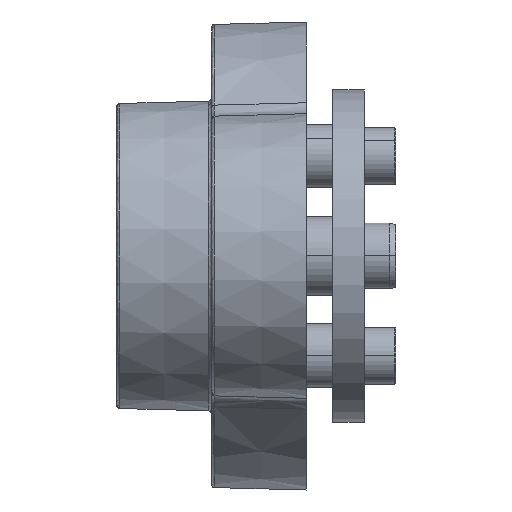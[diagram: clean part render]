
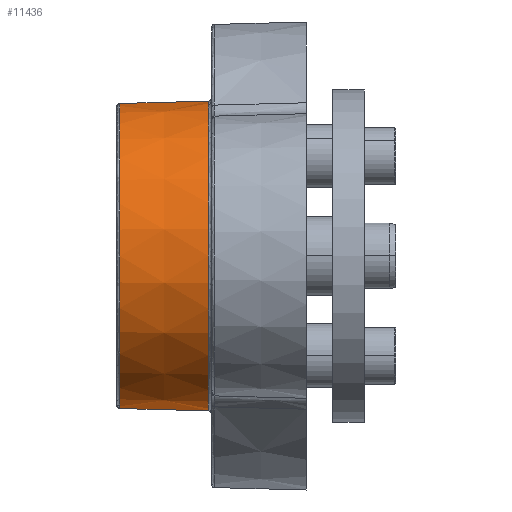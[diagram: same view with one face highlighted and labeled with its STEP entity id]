
A CAD part, left-side view. The second image highlights one B-rep face of the part: STEP entity #11436.
In plain terms, the highlighted conical face has half-angle 1.5 degrees and reference radius 4.897 mm.
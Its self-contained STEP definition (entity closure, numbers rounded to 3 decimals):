
#682 = AXIS2_PLACEMENT_3D ( 'NONE', #15012, #9897, #12908 ) ;
#1556 = VECTOR ( 'NONE', #1968, 1000. ) ;
#1771 = CARTESIAN_POINT ( 'NONE',  ( 0., -499000., -13071.753 ) ) ;
#1968 = DIRECTION ( 'NONE',  ( 0., -1., 0.026 ) ) ;
#3155 = CARTESIAN_POINT ( 'NONE',  ( 0., 5.903, 0. ) ) ;
#5774 = CIRCLE ( 'NONE', #8791, 4.897 ) ;
#5831 = VERTEX_POINT ( 'NONE', #13440 ) ;
#5886 = LINE ( 'NONE', #1771, #17050 ) ;
#5929 = AXIS2_PLACEMENT_3D ( 'NONE', #3155, #13213, #7549 ) ;
#6033 = EDGE_CURVE ( 'NONE', #13408, #5831, #7573, .T. ) ;
#6096 = DIRECTION ( 'NONE',  ( 0., 1., 0. ) ) ;
#6524 = ORIENTED_EDGE ( 'NONE', *, *, #17079, .T. ) ;
#7192 = ORIENTED_EDGE ( 'NONE', *, *, #6033, .F. ) ;
#7203 = CARTESIAN_POINT ( 'NONE',  ( 0., 3.097, -4.897 ) ) ;
#7379 = DIRECTION ( 'NONE',  ( 0., -1., -0.026 ) ) ;
#7549 = DIRECTION ( 'NONE',  ( 0., 0., -1. ) ) ;
#7573 = LINE ( 'NONE', #14839, #1556 ) ;
#8475 = ORIENTED_EDGE ( 'NONE', *, *, #14779, .T. ) ;
#8624 = CIRCLE ( 'NONE', #5929, 4.824 ) ;
#8791 = AXIS2_PLACEMENT_3D ( 'NONE', #10533, #6096, #11852 ) ;
#9897 = DIRECTION ( 'NONE',  ( 0., -1., 0. ) ) ;
#10533 = CARTESIAN_POINT ( 'NONE',  ( 0., 3.097, 0. ) ) ;
#10878 = EDGE_LOOP ( 'NONE', ( #8475, #12230, #7192, #6524 ) ) ;
#10959 = FACE_OUTER_BOUND ( 'NONE', #10878, .T. ) ;
#11078 = EDGE_CURVE ( 'NONE', #11276, #5831, #5774, .T. ) ;
#11276 = VERTEX_POINT ( 'NONE', #7203 ) ;
#11436 = ADVANCED_FACE ( 'NONE', ( #10959 ), #18374, .T. ) ;
#11852 = DIRECTION ( 'NONE',  ( 0., 0., -1. ) ) ;
#12230 = ORIENTED_EDGE ( 'NONE', *, *, #11078, .T. ) ;
#12908 = DIRECTION ( 'NONE',  ( 0., 0., -1. ) ) ;
#13213 = DIRECTION ( 'NONE',  ( 0., -1., 0. ) ) ;
#13408 = VERTEX_POINT ( 'NONE', #14204 ) ;
#13440 = CARTESIAN_POINT ( 'NONE',  ( 0., 3.097, 4.897 ) ) ;
#14204 = CARTESIAN_POINT ( 'NONE',  ( 0., 5.903, 4.824 ) ) ;
#14779 = EDGE_CURVE ( 'NONE', #16148, #11276, #5886, .T. ) ;
#14839 = CARTESIAN_POINT ( 'NONE',  ( 0., 3., 4.9 ) ) ;
#15012 = CARTESIAN_POINT ( 'NONE',  ( 0., 3.097, 0. ) ) ;
#15083 = CARTESIAN_POINT ( 'NONE',  ( 0., 5.903, -4.824 ) ) ;
#16148 = VERTEX_POINT ( 'NONE', #15083 ) ;
#17050 = VECTOR ( 'NONE', #7379, 1000. ) ;
#17079 = EDGE_CURVE ( 'NONE', #13408, #16148, #8624, .T. ) ;
#18374 = CONICAL_SURFACE ( 'NONE', #682, 4.897, 0.026 ) ;
